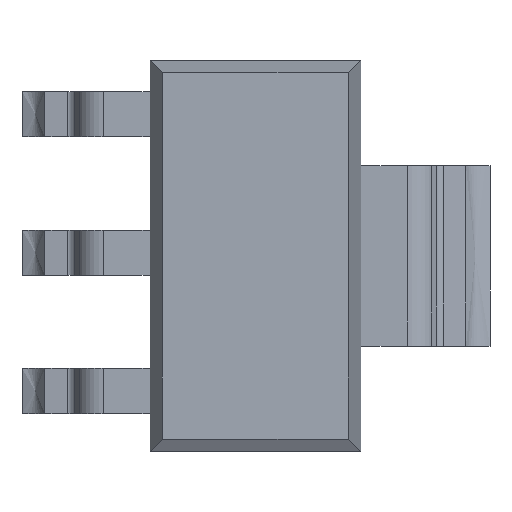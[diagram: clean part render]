
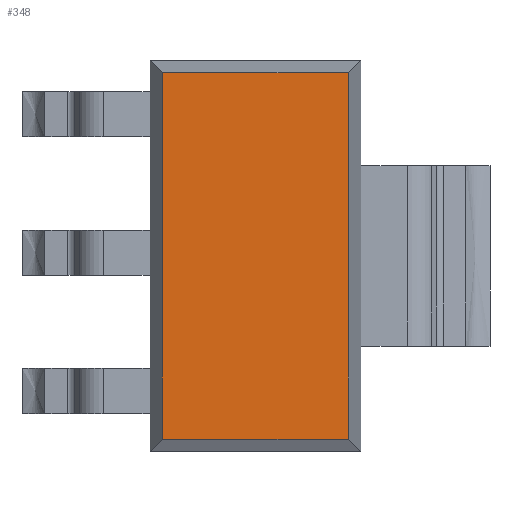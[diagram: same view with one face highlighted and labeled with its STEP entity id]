
A CAD part, top view. The second image highlights one B-rep face of the part: STEP entity #348.
In plain terms, the highlighted face is planar.
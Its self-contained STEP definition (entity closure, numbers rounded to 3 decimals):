
#348=ADVANCED_FACE('',(#736),#738,.T.);
#736=FACE_BOUND('',#737,.T.);
#737=EDGE_LOOP('',(#1098,#1099,#1100,#1101));
#738=PLANE('',#739);
#739=AXIS2_PLACEMENT_3D('',#740,#741,#742);
#740=CARTESIAN_POINT('',(0.,0.889,0.));
#741=DIRECTION('',(0.,1.,0.));
#742=DIRECTION('',(1.,0.,0.));
#1098=ORIENTED_EDGE('',*,*,#1340,.T.);
#1099=ORIENTED_EDGE('',*,*,#1341,.T.);
#1100=ORIENTED_EDGE('',*,*,#1342,.T.);
#1101=ORIENTED_EDGE('',*,*,#1343,.T.);
#1340=EDGE_CURVE('',#1458,#1459,#1460,.T.);
#1341=EDGE_CURVE('',#1459,#1461,#1462,.T.);
#1342=EDGE_CURVE('',#1461,#1463,#1464,.T.);
#1343=EDGE_CURVE('',#1463,#1458,#1465,.T.);
#1458=VERTEX_POINT('',#1652);
#1459=VERTEX_POINT('',#1653);
#1460=LINE('',#1654,#1655);
#1461=VERTEX_POINT('',#1657);
#1462=LINE('',#1658,#1659);
#1463=VERTEX_POINT('',#1661);
#1464=LINE('',#1662,#1663);
#1465=LINE('',#1665,#1666);
#1652=CARTESIAN_POINT('',(-3.045,0.889,1.545));
#1653=CARTESIAN_POINT('',(3.045,0.889,1.545));
#1654=CARTESIAN_POINT('',(-3.045,0.889,1.545));
#1655=VECTOR('',#1656,1.);
#1656=DIRECTION('',(1.,0.,0.));
#1657=CARTESIAN_POINT('',(3.045,0.889,-1.545));
#1658=CARTESIAN_POINT('',(3.045,0.889,1.545));
#1659=VECTOR('',#1660,1.);
#1660=DIRECTION('',(0.,0.,-1.));
#1661=CARTESIAN_POINT('',(-3.045,0.889,-1.545));
#1662=CARTESIAN_POINT('',(3.045,0.889,-1.545));
#1663=VECTOR('',#1664,1.);
#1664=DIRECTION('',(-1.,0.,0.));
#1665=CARTESIAN_POINT('',(-3.045,0.889,-1.545));
#1666=VECTOR('',#1667,1.);
#1667=DIRECTION('',(0.,0.,1.));
